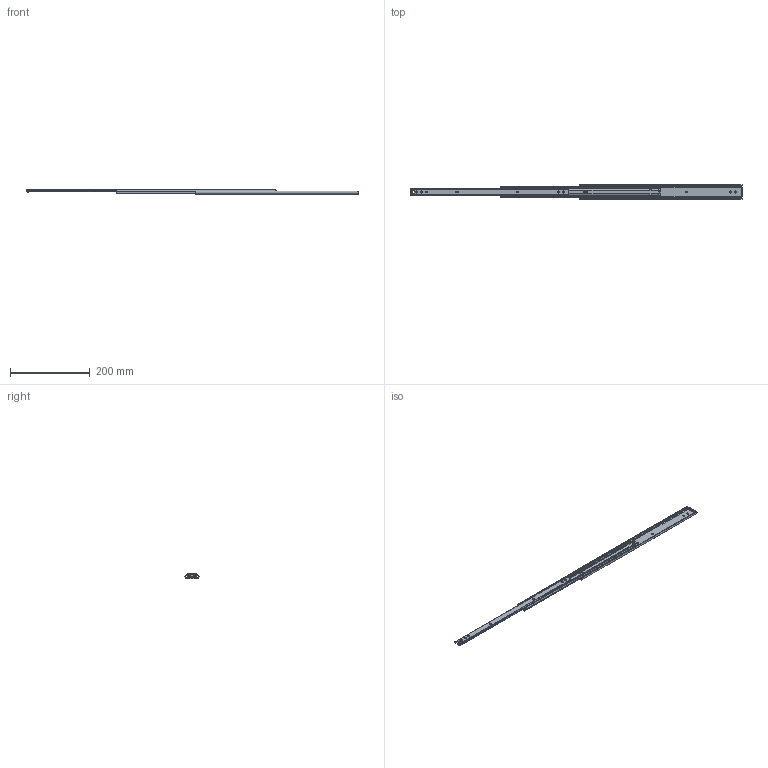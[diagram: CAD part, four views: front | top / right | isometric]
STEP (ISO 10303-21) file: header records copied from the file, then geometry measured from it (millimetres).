
FILE_DESCRIPTION (( 'STEP AP203' ), '1' );
FILE_NAME ('C352-16.STEP', '2021-03-22T05:16:11', ( '' ), ( '' ), 'SwSTEP 2.0', 'SolidWorks 2019', '' );
FILE_SCHEMA (( 'CONFIG_CONTROL_DESIGN' ));
Length unit declared in the file: millimetre
Products named in the file (6): C352-16 OM; PN198B; C352-16 CM; C352-16 IM; C352-16; PN2-1
Assembly tree (5 placements, depth 2):
  C352-16
    C352-16 OM
    C352-16 CM
    PN198B
    PN2-1
    C352-16 IM
Bounding box: 830.3 x 35.3 x 13 mm (x, y, z)
Volume: 71405.2 mm3; surface area: 92838.7 mm2
Topology: 5 solids, 5 shells, 388 faces, 1162 edges, 762 vertices
Faces by surface type: plane 213, cylinder 167, sphere 8
Entity records: 14080 total; most frequent: CARTESIAN_POINT 2814, ORIENTED_EDGE 2308, DIRECTION 2198, EDGE_CURVE 1154, VERTEX_POINT 758, VECTOR 746, LINE 746, AXIS2_PLACEMENT_3D 726
